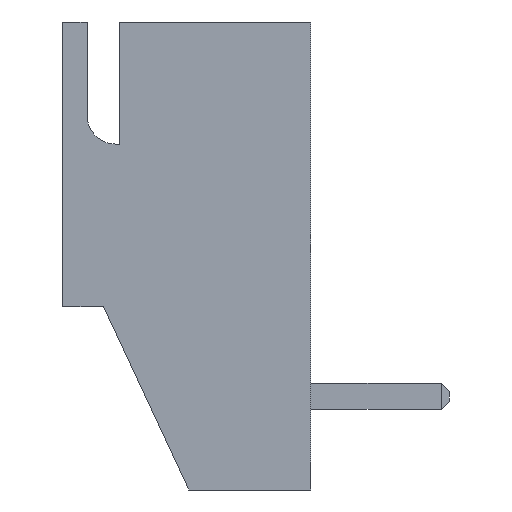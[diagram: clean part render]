
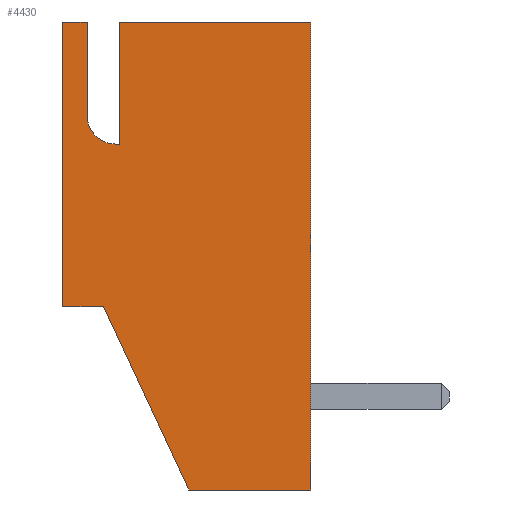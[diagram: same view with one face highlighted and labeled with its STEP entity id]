
A CAD part, left-side view. The second image highlights one B-rep face of the part: STEP entity #4430.
In plain terms, the highlighted planar face has unit normal (-1, 0, 0).
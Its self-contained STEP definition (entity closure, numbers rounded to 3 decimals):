
#58=CIRCLE('',#4704,0.7);
#146=FACE_OUTER_BOUND('',#400,.T.);
#400=EDGE_LOOP('',(#3085,#3086,#3087,#3088,#3089,#3090,#3091,#3092,#3093,
#3094,#3095));
#696=LINE('',#6289,#1294);
#700=LINE('',#6297,#1298);
#702=LINE('',#6302,#1300);
#710=LINE('',#6319,#1308);
#727=LINE('',#6356,#1325);
#760=LINE('',#6427,#1358);
#764=LINE('',#6437,#1362);
#765=LINE('',#6439,#1363);
#766=LINE('',#6441,#1364);
#767=LINE('',#6442,#1365);
#1294=VECTOR('',#5048,10.);
#1298=VECTOR('',#5056,10.);
#1300=VECTOR('',#5060,10.);
#1308=VECTOR('',#5072,10.);
#1325=VECTOR('',#5111,10.);
#1358=VECTOR('',#5166,10.);
#1362=VECTOR('',#5178,10.);
#1363=VECTOR('',#5181,10.);
#1364=VECTOR('',#5182,10.);
#1365=VECTOR('',#5183,10.);
#1891=VERTEX_POINT('',#6286);
#1892=VERTEX_POINT('',#6288);
#1894=VERTEX_POINT('',#6296);
#1895=VERTEX_POINT('',#6300);
#1896=VERTEX_POINT('',#6301);
#1903=VERTEX_POINT('',#6318);
#1912=VERTEX_POINT('',#6355);
#1938=VERTEX_POINT('',#6424);
#1939=VERTEX_POINT('',#6426);
#1941=VERTEX_POINT('',#6432);
#1942=VERTEX_POINT('',#6440);
#2304=EDGE_CURVE('',#1892,#1891,#696,.T.);
#2308=EDGE_CURVE('',#1894,#1892,#700,.T.);
#2310=EDGE_CURVE('',#1895,#1896,#702,.T.);
#2318=EDGE_CURVE('',#1896,#1903,#710,.T.);
#2337=EDGE_CURVE('',#1912,#1894,#727,.T.);
#2372=EDGE_CURVE('',#1939,#1938,#760,.T.);
#2375=EDGE_CURVE('',#1941,#1912,#58,.T.);
#2378=EDGE_CURVE('',#1938,#1941,#764,.T.);
#2379=EDGE_CURVE('',#1891,#1895,#765,.T.);
#2380=EDGE_CURVE('',#1903,#1942,#766,.T.);
#2381=EDGE_CURVE('',#1942,#1939,#767,.T.);
#3085=ORIENTED_EDGE('',*,*,#2372,.T.);
#3086=ORIENTED_EDGE('',*,*,#2378,.T.);
#3087=ORIENTED_EDGE('',*,*,#2375,.T.);
#3088=ORIENTED_EDGE('',*,*,#2337,.T.);
#3089=ORIENTED_EDGE('',*,*,#2308,.T.);
#3090=ORIENTED_EDGE('',*,*,#2304,.T.);
#3091=ORIENTED_EDGE('',*,*,#2379,.T.);
#3092=ORIENTED_EDGE('',*,*,#2310,.T.);
#3093=ORIENTED_EDGE('',*,*,#2318,.T.);
#3094=ORIENTED_EDGE('',*,*,#2380,.T.);
#3095=ORIENTED_EDGE('',*,*,#2381,.T.);
#4192=PLANE('',#4706);
#4430=ADVANCED_FACE('',(#146),#4192,.T.);
#4704=AXIS2_PLACEMENT_3D('',#6433,#5172,#5173);
#4706=AXIS2_PLACEMENT_3D('',#6438,#5179,#5180);
#5048=DIRECTION('',(0.,0.,-1.));
#5056=DIRECTION('',(0.,1.,0.));
#5060=DIRECTION('',(0.,-0.423,-0.906));
#5072=DIRECTION('',(0.,-1.,0.));
#5111=DIRECTION('',(0.,0.,1.));
#5166=DIRECTION('',(0.,0.,-1.));
#5172=DIRECTION('center_axis',(1.,0.,0.));
#5173=DIRECTION('ref_axis',(0.,0.,-1.));
#5178=DIRECTION('',(0.,1.,0.));
#5179=DIRECTION('center_axis',(-1.,0.,0.));
#5180=DIRECTION('ref_axis',(0.,0.,1.));
#5181=DIRECTION('',(0.,-1.,0.));
#5182=DIRECTION('',(0.,0.,1.));
#5183=DIRECTION('',(0.,1.,0.));
#6286=CARTESIAN_POINT('',(-11.2,6.1,-7.));
#6288=CARTESIAN_POINT('',(-11.2,6.1,0.));
#6289=CARTESIAN_POINT('',(-11.2,6.1,0.));
#6296=CARTESIAN_POINT('',(-11.2,5.5,0.));
#6297=CARTESIAN_POINT('',(-11.2,0.,0.));
#6300=CARTESIAN_POINT('',(-11.2,5.1,-7.));
#6301=CARTESIAN_POINT('',(-11.2,3.,-11.5));
#6302=CARTESIAN_POINT('',(-11.2,5.1,-7.));
#6318=CARTESIAN_POINT('',(-11.2,0.,-11.5));
#6319=CARTESIAN_POINT('',(-11.2,3.,-11.5));
#6355=CARTESIAN_POINT('',(-11.2,5.5,-2.3));
#6356=CARTESIAN_POINT('',(-11.2,5.5,-5.25));
#6424=CARTESIAN_POINT('',(-11.2,4.7,-3.));
#6426=CARTESIAN_POINT('',(-11.2,4.7,0.));
#6427=CARTESIAN_POINT('',(-11.2,4.7,-3.25));
#6432=CARTESIAN_POINT('',(-11.2,4.8,-3.));
#6433=CARTESIAN_POINT('Origin',(-11.2,4.8,-2.3));
#6437=CARTESIAN_POINT('',(-11.2,3.925,-3.));
#6438=CARTESIAN_POINT('Origin',(-11.2,3.05,-3.5));
#6439=CARTESIAN_POINT('',(-11.2,6.1,-7.));
#6440=CARTESIAN_POINT('',(-11.2,0.,0.));
#6441=CARTESIAN_POINT('',(-11.2,0.,-11.5));
#6442=CARTESIAN_POINT('',(-11.2,0.,0.));
